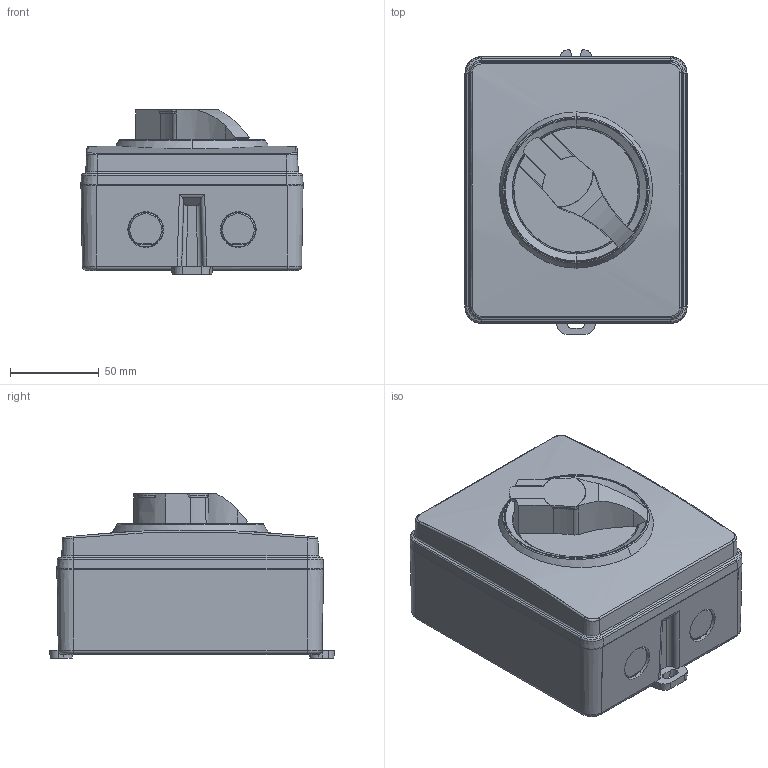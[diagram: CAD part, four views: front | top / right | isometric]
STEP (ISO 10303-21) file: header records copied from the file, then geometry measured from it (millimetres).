
FILE_DESCRIPTION((''),'2;1');
FILE_NAME('GW70401P_ASM','2020-07-17T11:09:41',('user'),('Technoprobe spa'),'CREO PARAMETRIC BY PTC INC, 2019471','CREO PARAMETRIC BY PTC INC, 2019471','');
FILE_SCHEMA(('CONFIG_CONTROL_DESIGN'));
Length unit declared in the file: millimetre
Products named in the file (3): 54512306DXXX_FONDO_SCATOLA_STAG; 54512314GXXX_COPERCHIO_COMANDO_; GW70401P_ASM
Assembly tree (2 placements, depth 2):
  GW70401P_ASM
    54512306DXXX_FONDO_SCATOLA_STAG
    54512314GXXX_COPERCHIO_COMANDO_
Bounding box: 124.97 x 160 x 92.3 mm (x, y, z)
Volume: 313543.9 mm3; surface area: 168032 mm2
Topology: 2 solids, 2 shells, 750 faces, 2030 edges, 1323 vertices
Faces by surface type: plane 401, cone 138, cylinder 120, bspline 55, torus 28, extrusion 8
Entity records: 27696 total; most frequent: CARTESIAN_POINT 9327, ORIENTED_EDGE 4056, DIRECTION 3438, EDGE_CURVE 2028, VERTEX_POINT 1323, VECTOR 1216, LINE 1208, AXIS2_PLACEMENT_3D 1111
